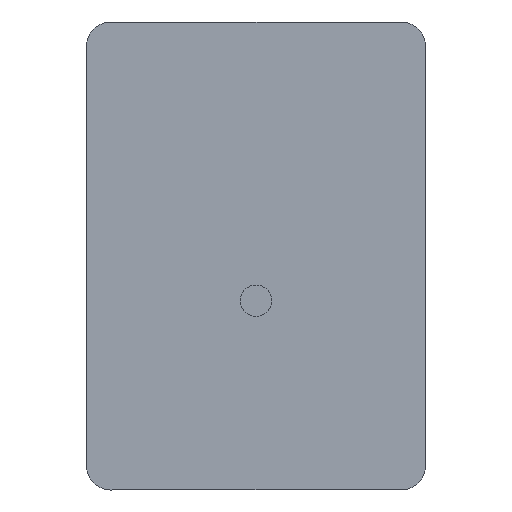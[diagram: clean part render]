
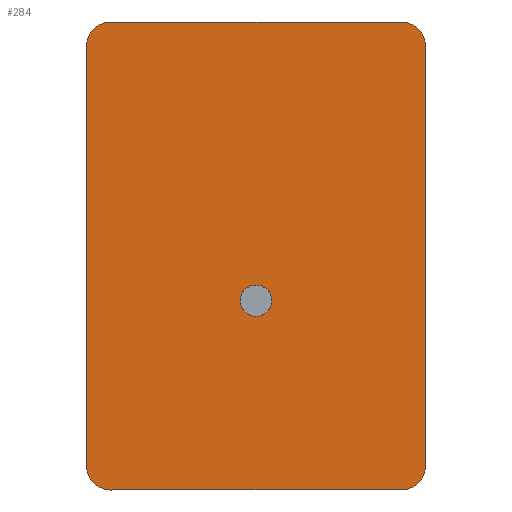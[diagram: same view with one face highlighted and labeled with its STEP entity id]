
A CAD part, front view. The second image highlights one B-rep face of the part: STEP entity #284.
In plain terms, the highlighted planar face has unit normal (0, -1, 0).
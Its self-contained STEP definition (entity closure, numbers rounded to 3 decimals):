
#1 = CIRCLE ( 'NONE', #128, 3. ) ;
#20 = DIRECTION ( 'NONE',  ( 0., -1., 0. ) ) ;
#49 = CARTESIAN_POINT ( 'NONE',  ( 21., 0., -26. ) ) ;
#68 = DIRECTION ( 'NONE',  ( 0., 0., -1. ) ) ;
#72 = CARTESIAN_POINT ( 'NONE',  ( -18., 0., -29. ) ) ;
#98 = CARTESIAN_POINT ( 'NONE',  ( 0., 0., -5.55 ) ) ;
#123 = CARTESIAN_POINT ( 'NONE',  ( -21., 0., -29. ) ) ;
#128 = AXIS2_PLACEMENT_3D ( 'NONE', #1421, #327, #1603 ) ;
#146 = DIRECTION ( 'NONE',  ( 0., -1., 0. ) ) ;
#155 = EDGE_CURVE ( 'NONE', #697, #2057, #2400, .T. ) ;
#179 = CARTESIAN_POINT ( 'NONE',  ( 18., 0., 26. ) ) ;
#205 = AXIS2_PLACEMENT_3D ( 'NONE', #1233, #146, #1409 ) ;
#233 = CARTESIAN_POINT ( 'NONE',  ( 21., 0., 29. ) ) ;
#263 = DIRECTION ( 'NONE',  ( 0., 0., -1. ) ) ;
#284 = ADVANCED_FACE ( 'NONE', ( #1560, #1075 ), #601, .F. ) ;
#311 = VERTEX_POINT ( 'NONE', #72 ) ;
#315 = ORIENTED_EDGE ( 'NONE', *, *, #1404, .F. ) ;
#327 = DIRECTION ( 'NONE',  ( 0., -1., 0. ) ) ;
#374 = CARTESIAN_POINT ( 'NONE',  ( 0., 0., -3.6 ) ) ;
#428 = EDGE_CURVE ( 'NONE', #2399, #2196, #720, .T. ) ;
#465 = CARTESIAN_POINT ( 'NONE',  ( 21., 0., 26. ) ) ;
#517 = CIRCLE ( 'NONE', #671, 3. ) ;
#532 = AXIS2_PLACEMENT_3D ( 'NONE', #98, #1359, #263 ) ;
#551 = DIRECTION ( 'NONE',  ( 0., 0., -1. ) ) ;
#560 = DIRECTION ( 'NONE',  ( 0., -1., 0. ) ) ;
#601 = PLANE ( 'NONE',  #1661 ) ;
#606 = CARTESIAN_POINT ( 'NONE',  ( -21., 0., 29. ) ) ;
#610 = DIRECTION ( 'NONE',  ( 0., 0., 1. ) ) ;
#619 = LINE ( 'NONE', #123, #984 ) ;
#671 = AXIS2_PLACEMENT_3D ( 'NONE', #2088, #935, #2268 ) ;
#697 = VERTEX_POINT ( 'NONE', #374 ) ;
#716 = EDGE_LOOP ( 'NONE', ( #1828, #1372, #2322, #1791, #969, #2356, #1714, #1957 ) ) ;
#720 = CIRCLE ( 'NONE', #1567, 3. ) ;
#772 = CARTESIAN_POINT ( 'NONE',  ( -21., 0., 29. ) ) ;
#822 = VECTOR ( 'NONE', #68, 1000. ) ;
#848 = LINE ( 'NONE', #606, #1785 ) ;
#885 = CARTESIAN_POINT ( 'NONE',  ( 0., 0., -5.55 ) ) ;
#928 = CIRCLE ( 'NONE', #205, 3. ) ;
#935 = DIRECTION ( 'NONE',  ( 0., -1., 0. ) ) ;
#960 = CARTESIAN_POINT ( 'NONE',  ( -21., 0., -26. ) ) ;
#969 = ORIENTED_EDGE ( 'NONE', *, *, #1542, .F. ) ;
#976 = CARTESIAN_POINT ( 'NONE',  ( 0., 0., -7.5 ) ) ;
#984 = VECTOR ( 'NONE', #1199, 1000. ) ;
#1026 = LINE ( 'NONE', #772, #1900 ) ;
#1075 = FACE_OUTER_BOUND ( 'NONE', #716, .T. ) ;
#1121 = VERTEX_POINT ( 'NONE', #1589 ) ;
#1186 = CARTESIAN_POINT ( 'NONE',  ( 0., 0., 0. ) ) ;
#1199 = DIRECTION ( 'NONE',  ( -1., 0., 0. ) ) ;
#1233 = CARTESIAN_POINT ( 'NONE',  ( 18., 0., -26. ) ) ;
#1248 = EDGE_CURVE ( 'NONE', #1282, #1121, #517, .T. ) ;
#1251 = VERTEX_POINT ( 'NONE', #49 ) ;
#1282 = VERTEX_POINT ( 'NONE', #1684 ) ;
#1285 = VERTEX_POINT ( 'NONE', #1322 ) ;
#1321 = LINE ( 'NONE', #233, #822 ) ;
#1322 = CARTESIAN_POINT ( 'NONE',  ( 18., 0., -29. ) ) ;
#1355 = EDGE_CURVE ( 'NONE', #2399, #1251, #1321, .T. ) ;
#1359 = DIRECTION ( 'NONE',  ( 0., -1., 0. ) ) ;
#1372 = ORIENTED_EDGE ( 'NONE', *, *, #1780, .T. ) ;
#1404 = EDGE_CURVE ( 'NONE', #2057, #697, #1690, .T. ) ;
#1409 = DIRECTION ( 'NONE',  ( 0., 0., 1. ) ) ;
#1421 = CARTESIAN_POINT ( 'NONE',  ( -18., 0., -26. ) ) ;
#1542 = EDGE_CURVE ( 'NONE', #1282, #2196, #1026, .T. ) ;
#1560 = FACE_BOUND ( 'NONE', #1767, .T. ) ;
#1567 = AXIS2_PLACEMENT_3D ( 'NONE', #179, #20, #2413 ) ;
#1568 = DIRECTION ( 'NONE',  ( 0., 1., 0. ) ) ;
#1577 = EDGE_CURVE ( 'NONE', #2022, #1121, #848, .T. ) ;
#1589 = CARTESIAN_POINT ( 'NONE',  ( -21., 0., 26. ) ) ;
#1603 = DIRECTION ( 'NONE',  ( 0., 0., 1. ) ) ;
#1661 = AXIS2_PLACEMENT_3D ( 'NONE', #1186, #1568, #1705 ) ;
#1684 = CARTESIAN_POINT ( 'NONE',  ( -18., 0., 29. ) ) ;
#1690 = CIRCLE ( 'NONE', #532, 1.95 ) ;
#1702 = DIRECTION ( 'NONE',  ( 1., 0., 0. ) ) ;
#1705 = DIRECTION ( 'NONE',  ( 0., 0., 1. ) ) ;
#1714 = ORIENTED_EDGE ( 'NONE', *, *, #1577, .F. ) ;
#1736 = EDGE_CURVE ( 'NONE', #1285, #311, #619, .T. ) ;
#1767 = EDGE_LOOP ( 'NONE', ( #315, #2064 ) ) ;
#1780 = EDGE_CURVE ( 'NONE', #1285, #1251, #928, .T. ) ;
#1785 = VECTOR ( 'NONE', #610, 1000. ) ;
#1791 = ORIENTED_EDGE ( 'NONE', *, *, #428, .T. ) ;
#1828 = ORIENTED_EDGE ( 'NONE', *, *, #1736, .F. ) ;
#1836 = EDGE_CURVE ( 'NONE', #2022, #311, #1, .T. ) ;
#1880 = AXIS2_PLACEMENT_3D ( 'NONE', #885, #560, #551 ) ;
#1900 = VECTOR ( 'NONE', #1702, 1000. ) ;
#1957 = ORIENTED_EDGE ( 'NONE', *, *, #1836, .T. ) ;
#1997 = CARTESIAN_POINT ( 'NONE',  ( 18., 0., 29. ) ) ;
#2022 = VERTEX_POINT ( 'NONE', #960 ) ;
#2057 = VERTEX_POINT ( 'NONE', #976 ) ;
#2064 = ORIENTED_EDGE ( 'NONE', *, *, #155, .F. ) ;
#2088 = CARTESIAN_POINT ( 'NONE',  ( -18., 0., 26. ) ) ;
#2196 = VERTEX_POINT ( 'NONE', #1997 ) ;
#2268 = DIRECTION ( 'NONE',  ( 0., 0., 1. ) ) ;
#2322 = ORIENTED_EDGE ( 'NONE', *, *, #1355, .F. ) ;
#2356 = ORIENTED_EDGE ( 'NONE', *, *, #1248, .T. ) ;
#2399 = VERTEX_POINT ( 'NONE', #465 ) ;
#2400 = CIRCLE ( 'NONE', #1880, 1.95 ) ;
#2413 = DIRECTION ( 'NONE',  ( 0., 0., 1. ) ) ;
